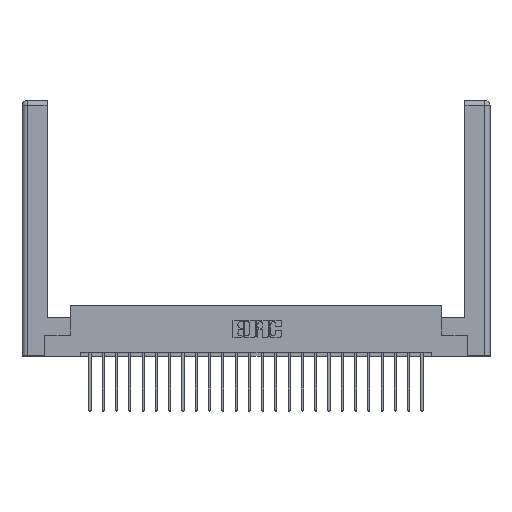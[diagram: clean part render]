
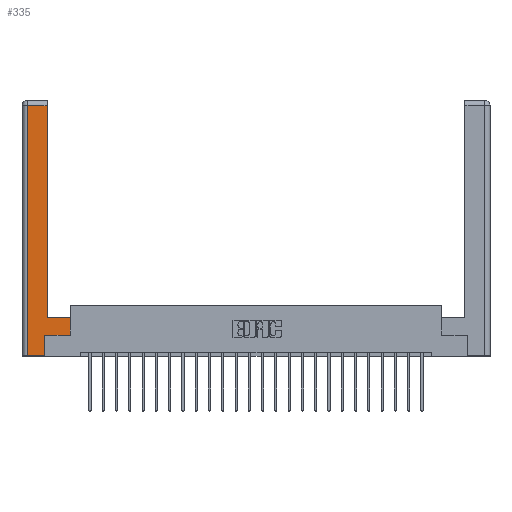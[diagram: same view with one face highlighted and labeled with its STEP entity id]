
A CAD part, top view. The second image highlights one B-rep face of the part: STEP entity #335.
In plain terms, the highlighted planar face has unit normal (0, 0, 1).
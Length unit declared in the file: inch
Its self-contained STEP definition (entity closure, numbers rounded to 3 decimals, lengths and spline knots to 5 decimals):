
#335 = ADVANCED_FACE ( 'NONE', ( #24621 ), #23339, .F. ) ;
#1396 = VERTEX_POINT ( 'NONE', #8415 ) ;
#1605 = VERTEX_POINT ( 'NONE', #6103 ) ;
#1770 = DIRECTION ( 'NONE',  ( 0., 1., 0. ) ) ;
#1985 = CARTESIAN_POINT ( 'NONE',  ( 0.265, 0.245, 0. ) ) ;
#2187 = CARTESIAN_POINT ( 'NONE',  ( 0.295, 2.94, 0. ) ) ;
#2741 = EDGE_CURVE ( 'NONE', #7102, #1605, #15761, .T. ) ;
#2772 = ORIENTED_EDGE ( 'NONE', *, *, #22853, .T. ) ;
#3006 = CARTESIAN_POINT ( 'NONE',  ( 0.0615, 2.94, 0. ) ) ;
#3374 = CARTESIAN_POINT ( 'NONE',  ( 0.295, 0.45, 0. ) ) ;
#4103 = DIRECTION ( 'NONE',  ( -1., 0., 0. ) ) ;
#5185 = CARTESIAN_POINT ( 'NONE',  ( 0.565, 0.45, 0. ) ) ;
#5278 = DIRECTION ( 'NONE',  ( 0., 1., 0. ) ) ;
#5682 = CARTESIAN_POINT ( 'NONE',  ( 0.0615, 0., 0. ) ) ;
#5694 = VERTEX_POINT ( 'NONE', #8234 ) ;
#5821 = EDGE_CURVE ( 'NONE', #14969, #5694, #7794, .T. ) ;
#6103 = CARTESIAN_POINT ( 'NONE',  ( 0.265, 0., 0. ) ) ;
#6117 = CARTESIAN_POINT ( 'NONE',  ( 0.265, 0.245, 0. ) ) ;
#6932 = VECTOR ( 'NONE', #23055, 39.37008 ) ;
#7102 = VERTEX_POINT ( 'NONE', #5682 ) ;
#7794 = LINE ( 'NONE', #3006, #20073 ) ;
#7910 = VECTOR ( 'NONE', #24450, 39.37008 ) ;
#8234 = CARTESIAN_POINT ( 'NONE',  ( 0.0615, 2.94, 0. ) ) ;
#8415 = CARTESIAN_POINT ( 'NONE',  ( 0.565, 0.45, 0. ) ) ;
#9033 = ORIENTED_EDGE ( 'NONE', *, *, #19990, .T. ) ;
#9326 = CARTESIAN_POINT ( 'NONE',  ( 0.265, 0., 0. ) ) ;
#9952 = DIRECTION ( 'NONE',  ( 0., 0., -1. ) ) ;
#10612 = VECTOR ( 'NONE', #5278, 39.37008 ) ;
#10835 = CARTESIAN_POINT ( 'NONE',  ( 0.295, 3., 0. ) ) ;
#11842 = CARTESIAN_POINT ( 'NONE',  ( 0., 0., 0. ) ) ;
#12372 = LINE ( 'NONE', #16699, #21068 ) ;
#12420 = LINE ( 'NONE', #10835, #10612 ) ;
#12650 = LINE ( 'NONE', #17036, #6932 ) ;
#12886 = VECTOR ( 'NONE', #4103, 39.37008 ) ;
#13295 = DIRECTION ( 'NONE',  ( 1., 0., 0. ) ) ;
#13475 = AXIS2_PLACEMENT_3D ( 'NONE', #11842, #9952, #17736 ) ;
#14956 = EDGE_CURVE ( 'NONE', #1396, #18262, #17981, .T. ) ;
#14969 = VERTEX_POINT ( 'NONE', #2187 ) ;
#15137 = DIRECTION ( 'NONE',  ( 1., 0., 0. ) ) ;
#15386 = ORIENTED_EDGE ( 'NONE', *, *, #19021, .T. ) ;
#15625 = CARTESIAN_POINT ( 'NONE',  ( 0.295, 0.45, 0. ) ) ;
#15761 = LINE ( 'NONE', #9326, #23599 ) ;
#16144 = VERTEX_POINT ( 'NONE', #1985 ) ;
#16416 = DIRECTION ( 'NONE',  ( -1., 0., 0. ) ) ;
#16442 = EDGE_LOOP ( 'NONE', ( #19616, #20040, #9033, #17424, #16786, #15386, #2772, #23450 ) ) ;
#16699 = CARTESIAN_POINT ( 'NONE',  ( 0.565, 0.245, 0. ) ) ;
#16786 = ORIENTED_EDGE ( 'NONE', *, *, #22973, .T. ) ;
#17036 = CARTESIAN_POINT ( 'NONE',  ( 0.0615, 0., 0. ) ) ;
#17424 = ORIENTED_EDGE ( 'NONE', *, *, #2741, .T. ) ;
#17736 = DIRECTION ( 'NONE',  ( -1., 0., 0. ) ) ;
#17981 = LINE ( 'NONE', #15625, #12886 ) ;
#18262 = VERTEX_POINT ( 'NONE', #3374 ) ;
#19021 = EDGE_CURVE ( 'NONE', #16144, #22876, #12372, .T. ) ;
#19319 = VECTOR ( 'NONE', #1770, 39.37008 ) ;
#19616 = ORIENTED_EDGE ( 'NONE', *, *, #22875, .T. ) ;
#19990 = EDGE_CURVE ( 'NONE', #5694, #7102, #12650, .T. ) ;
#20040 = ORIENTED_EDGE ( 'NONE', *, *, #5821, .T. ) ;
#20073 = VECTOR ( 'NONE', #16416, 39.37008 ) ;
#21068 = VECTOR ( 'NONE', #15137, 39.37008 ) ;
#22318 = LINE ( 'NONE', #5185, #7910 ) ;
#22599 = CARTESIAN_POINT ( 'NONE',  ( 0.565, 0.245, 0. ) ) ;
#22853 = EDGE_CURVE ( 'NONE', #22876, #1396, #22318, .T. ) ;
#22875 = EDGE_CURVE ( 'NONE', #18262, #14969, #12420, .T. ) ;
#22876 = VERTEX_POINT ( 'NONE', #22599 ) ;
#22973 = EDGE_CURVE ( 'NONE', #1605, #16144, #23273, .T. ) ;
#23055 = DIRECTION ( 'NONE',  ( 0., -1., 0. ) ) ;
#23273 = LINE ( 'NONE', #6117, #19319 ) ;
#23339 = PLANE ( 'NONE',  #13475 ) ;
#23450 = ORIENTED_EDGE ( 'NONE', *, *, #14956, .T. ) ;
#23599 = VECTOR ( 'NONE', #13295, 39.37008 ) ;
#24450 = DIRECTION ( 'NONE',  ( 0., 1., 0. ) ) ;
#24621 = FACE_OUTER_BOUND ( 'NONE', #16442, .T. ) ;
